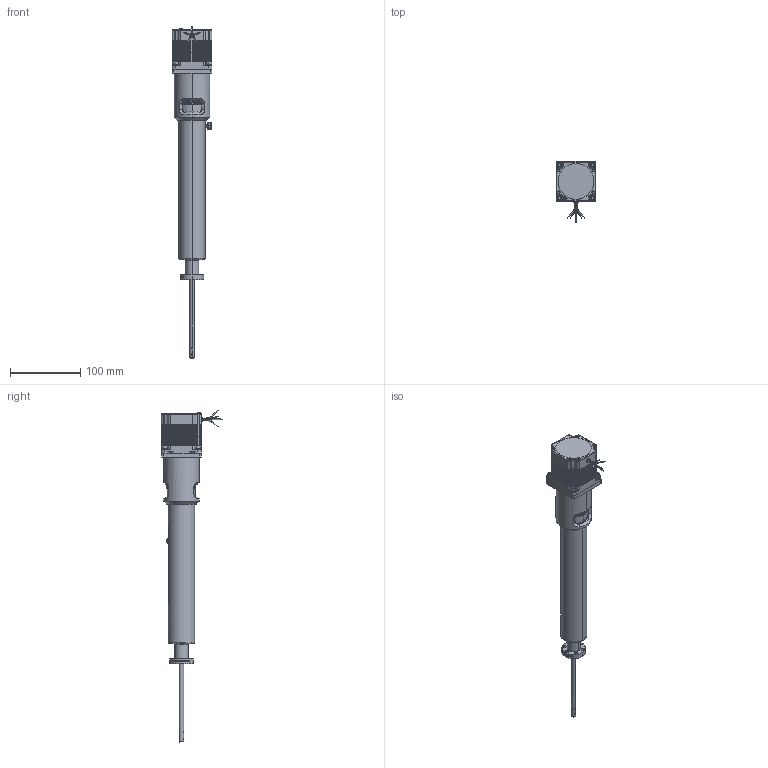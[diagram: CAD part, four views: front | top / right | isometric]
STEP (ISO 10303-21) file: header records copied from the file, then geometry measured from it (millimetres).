
FILE_DESCRIPTION (( 'STEP AP203' ), '1' );
FILE_NAME ('113078.12.stp', '2019-03-13T19:45:16', ( '' ), ( '' ), 'SwSTEP 2.0', 'SolidWorks 2012', '' );
FILE_SCHEMA (( 'CONFIG_CONTROL_DESIGN' ));
Length unit declared in the file: centimetre
Products named in the file (1): 113078.12
Bounding box: 56.9 x 87.06 x 472.94 mm (x, y, z)
Volume: 538618.6 mm3; surface area: 66140.4 mm2
Topology: 1 solids, 6 shells, 3688 faces, 8396 edges, 4797 vertices
Faces by surface type: plane 1750, cone 894, cylinder 847, bspline 197
Entity records: 130650 total; most frequent: CARTESIAN_POINT 49822, ORIENTED_EDGE 16768, DIRECTION 16688, EDGE_CURVE 8384, AXIS2_PLACEMENT_3D 5764, VECTOR 5160, LINE 5160, VERTEX_POINT 4787
